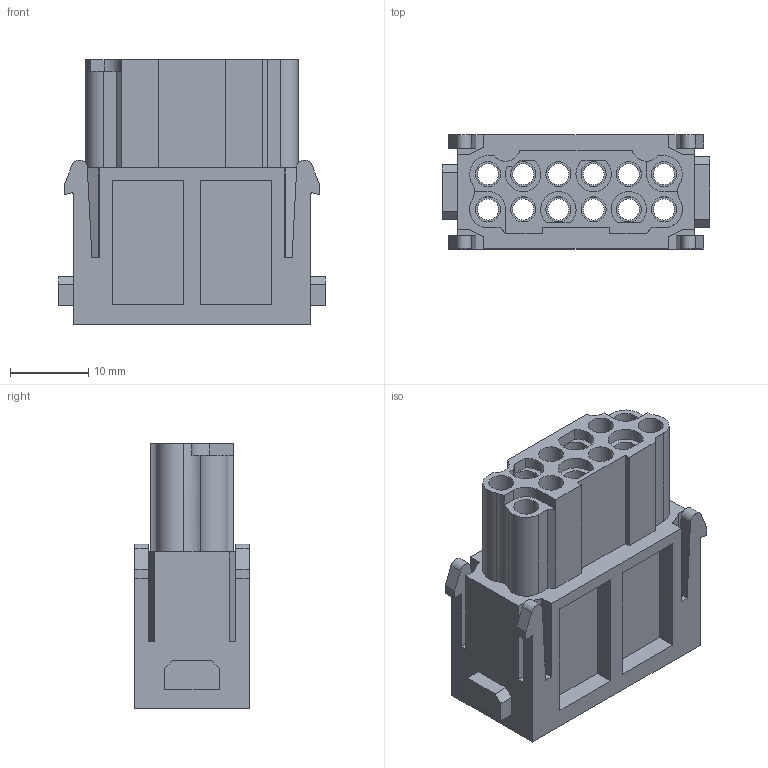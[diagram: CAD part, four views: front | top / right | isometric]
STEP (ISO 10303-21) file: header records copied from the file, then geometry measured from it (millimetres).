
FILE_DESCRIPTION(/* description */ (''),/* implementation_level */ '2;1');
FILE_NAME(/* name */ 'HMD-012-FC.stp',/* time_stamp */ '2023-02-08T23:24:33+08:00',/* author */ (''),/* organization */ (''),/* preprocessor_version */ 'ST-DEVELOPER v16',/* originating_system */ 'SIEMENS PLM Software NX 10.0',/* authorisation */ '');
FILE_SCHEMA (('AP203_CONFIGURATION_CONTROLLED_3D_DESIGN_OF_MECHANICAL_PARTS_AND_ASSEMBLIES_MIM_LF { 1 0 10303 403 2 1 2}'));
Length unit declared in the file: millimetre
Products named in the file (1): Admi0A2C26ACro22
Bounding box: 34.2 x 14.6 x 33.85 mm (x, y, z)
Volume: 6914.6 mm3; surface area: 8953.1 mm2
Topology: 1 solids, 1 shells, 219 faces, 534 edges, 364 vertices
Faces by surface type: plane 141, cylinder 78
Full cylindrical faces by diameter (mm): 2.7 x12, 3.2 x12, 3.7 x12, 3.9 x12
Entity records: 6164 total; most frequent: DIRECTION 1050, CARTESIAN_POINT 1050, ORIENTED_EDGE 922, EDGE_CURVE 461, AXIS2_PLACEMENT_3D 379, VERTEX_POINT 339, EDGE_LOOP 338, LINE 292
